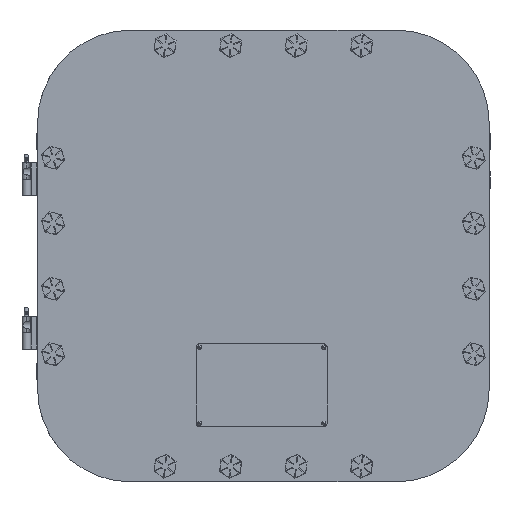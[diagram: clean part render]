
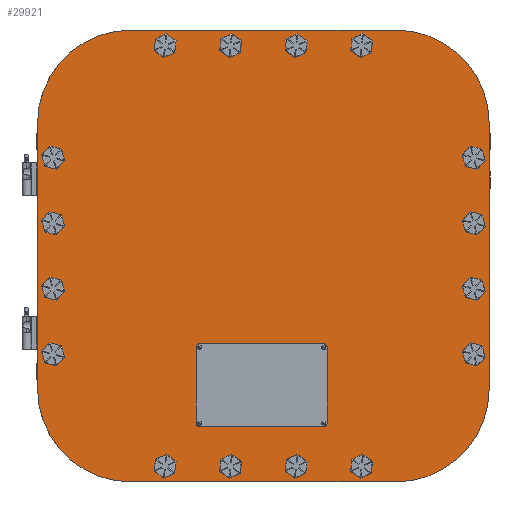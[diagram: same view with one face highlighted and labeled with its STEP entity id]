
A CAD part, top view. The second image highlights one B-rep face of the part: STEP entity #29921.
In plain terms, the highlighted planar face has unit normal (0, 0, 1).
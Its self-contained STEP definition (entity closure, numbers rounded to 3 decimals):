
#2721=FACE_BOUND('',#6610,.T.);
#2722=FACE_BOUND('',#6611,.T.);
#2723=FACE_BOUND('',#6612,.T.);
#2724=FACE_BOUND('',#6613,.T.);
#2725=FACE_BOUND('',#6614,.T.);
#2726=FACE_BOUND('',#6615,.T.);
#2727=FACE_BOUND('',#6616,.T.);
#2728=FACE_BOUND('',#6617,.T.);
#2729=FACE_BOUND('',#6618,.T.);
#2730=FACE_BOUND('',#6619,.T.);
#2731=FACE_BOUND('',#6620,.T.);
#2732=FACE_BOUND('',#6621,.T.);
#2733=FACE_BOUND('',#6622,.T.);
#2734=FACE_BOUND('',#6623,.T.);
#2735=FACE_BOUND('',#6624,.T.);
#2736=FACE_BOUND('',#6625,.T.);
#3062=PLANE('',#32482);
#4806=FACE_OUTER_BOUND('',#6609,.T.);
#6609=EDGE_LOOP('',(#24986,#24987,#24988,#24989,#24990,#24991,#24992,#24993));
#6610=EDGE_LOOP('',(#24994));
#6611=EDGE_LOOP('',(#24995));
#6612=EDGE_LOOP('',(#24996));
#6613=EDGE_LOOP('',(#24997));
#6614=EDGE_LOOP('',(#24998));
#6615=EDGE_LOOP('',(#24999));
#6616=EDGE_LOOP('',(#25000));
#6617=EDGE_LOOP('',(#25001));
#6618=EDGE_LOOP('',(#25002));
#6619=EDGE_LOOP('',(#25003));
#6620=EDGE_LOOP('',(#25004));
#6621=EDGE_LOOP('',(#25005));
#6622=EDGE_LOOP('',(#25006));
#6623=EDGE_LOOP('',(#25007));
#6624=EDGE_LOOP('',(#25008));
#6625=EDGE_LOOP('',(#25009));
#8430=LINE('',#57305,#10746);
#8433=LINE('',#57313,#10749);
#8436=LINE('',#57321,#10752);
#8439=LINE('',#57328,#10755);
#10746=VECTOR('',#37381,0.394);
#10749=VECTOR('',#37390,0.394);
#10752=VECTOR('',#37399,0.394);
#10755=VECTOR('',#37408,0.394);
#12684=CIRCLE('',#32291,0.266);
#12687=CIRCLE('',#32295,0.266);
#12690=CIRCLE('',#32299,0.266);
#12693=CIRCLE('',#32303,0.266);
#12696=CIRCLE('',#32307,0.266);
#12699=CIRCLE('',#32311,0.266);
#12702=CIRCLE('',#32315,0.266);
#12705=CIRCLE('',#32319,0.266);
#12724=CIRCLE('',#32347,0.266);
#12727=CIRCLE('',#32351,0.266);
#12730=CIRCLE('',#32355,0.266);
#12733=CIRCLE('',#32359,0.266);
#12736=CIRCLE('',#32363,0.266);
#12739=CIRCLE('',#32367,0.266);
#12742=CIRCLE('',#32371,0.266);
#12745=CIRCLE('',#32375,0.266);
#12798=CIRCLE('',#32471,3.375);
#12799=CIRCLE('',#32474,3.375);
#12800=CIRCLE('',#32477,3.375);
#12801=CIRCLE('',#32480,3.375);
#14503=VERTEX_POINT('',#56896);
#14506=VERTEX_POINT('',#56904);
#14509=VERTEX_POINT('',#56912);
#14512=VERTEX_POINT('',#56920);
#14515=VERTEX_POINT('',#56928);
#14518=VERTEX_POINT('',#56936);
#14521=VERTEX_POINT('',#56944);
#14524=VERTEX_POINT('',#56952);
#14547=VERTEX_POINT('',#57012);
#14550=VERTEX_POINT('',#57020);
#14553=VERTEX_POINT('',#57028);
#14556=VERTEX_POINT('',#57036);
#14559=VERTEX_POINT('',#57044);
#14562=VERTEX_POINT('',#57052);
#14565=VERTEX_POINT('',#57060);
#14568=VERTEX_POINT('',#57068);
#14641=VERTEX_POINT('',#57298);
#14642=VERTEX_POINT('',#57300);
#14643=VERTEX_POINT('',#57304);
#14644=VERTEX_POINT('',#57308);
#14645=VERTEX_POINT('',#57312);
#14646=VERTEX_POINT('',#57316);
#14647=VERTEX_POINT('',#57320);
#14648=VERTEX_POINT('',#57324);
#18078=EDGE_CURVE('',#14503,#14503,#12684,.T.);
#18082=EDGE_CURVE('',#14506,#14506,#12687,.T.);
#18086=EDGE_CURVE('',#14509,#14509,#12690,.T.);
#18090=EDGE_CURVE('',#14512,#14512,#12693,.T.);
#18094=EDGE_CURVE('',#14515,#14515,#12696,.T.);
#18098=EDGE_CURVE('',#14518,#14518,#12699,.T.);
#18102=EDGE_CURVE('',#14521,#14521,#12702,.T.);
#18106=EDGE_CURVE('',#14524,#14524,#12705,.T.);
#18134=EDGE_CURVE('',#14547,#14547,#12724,.T.);
#18138=EDGE_CURVE('',#14550,#14550,#12727,.T.);
#18142=EDGE_CURVE('',#14553,#14553,#12730,.T.);
#18146=EDGE_CURVE('',#14556,#14556,#12733,.T.);
#18150=EDGE_CURVE('',#14559,#14559,#12736,.T.);
#18154=EDGE_CURVE('',#14562,#14562,#12739,.T.);
#18158=EDGE_CURVE('',#14565,#14565,#12742,.T.);
#18162=EDGE_CURVE('',#14568,#14568,#12745,.T.);
#18276=EDGE_CURVE('',#14642,#14641,#12798,.T.);
#18278=EDGE_CURVE('',#14643,#14642,#8430,.T.);
#18280=EDGE_CURVE('',#14644,#14643,#12799,.T.);
#18282=EDGE_CURVE('',#14645,#14644,#8433,.T.);
#18284=EDGE_CURVE('',#14646,#14645,#12800,.T.);
#18286=EDGE_CURVE('',#14647,#14646,#8436,.T.);
#18288=EDGE_CURVE('',#14648,#14647,#12801,.T.);
#18290=EDGE_CURVE('',#14641,#14648,#8439,.T.);
#24986=ORIENTED_EDGE('',*,*,#18290,.T.);
#24987=ORIENTED_EDGE('',*,*,#18288,.T.);
#24988=ORIENTED_EDGE('',*,*,#18286,.T.);
#24989=ORIENTED_EDGE('',*,*,#18284,.T.);
#24990=ORIENTED_EDGE('',*,*,#18282,.T.);
#24991=ORIENTED_EDGE('',*,*,#18280,.T.);
#24992=ORIENTED_EDGE('',*,*,#18278,.T.);
#24993=ORIENTED_EDGE('',*,*,#18276,.T.);
#24994=ORIENTED_EDGE('',*,*,#18078,.T.);
#24995=ORIENTED_EDGE('',*,*,#18082,.T.);
#24996=ORIENTED_EDGE('',*,*,#18086,.T.);
#24997=ORIENTED_EDGE('',*,*,#18090,.T.);
#24998=ORIENTED_EDGE('',*,*,#18094,.T.);
#24999=ORIENTED_EDGE('',*,*,#18098,.T.);
#25000=ORIENTED_EDGE('',*,*,#18102,.T.);
#25001=ORIENTED_EDGE('',*,*,#18106,.T.);
#25002=ORIENTED_EDGE('',*,*,#18134,.T.);
#25003=ORIENTED_EDGE('',*,*,#18138,.T.);
#25004=ORIENTED_EDGE('',*,*,#18142,.T.);
#25005=ORIENTED_EDGE('',*,*,#18146,.T.);
#25006=ORIENTED_EDGE('',*,*,#18150,.T.);
#25007=ORIENTED_EDGE('',*,*,#18154,.T.);
#25008=ORIENTED_EDGE('',*,*,#18158,.T.);
#25009=ORIENTED_EDGE('',*,*,#18162,.T.);
#29921=ADVANCED_FACE('',(#4806,#2721,#2722,#2723,#2724,#2725,#2726,#2727,
#2728,#2729,#2730,#2731,#2732,#2733,#2734,#2735,#2736),#3062,.T.);
#32291=AXIS2_PLACEMENT_3D('',#56898,#36932,#36933);
#32295=AXIS2_PLACEMENT_3D('',#56906,#36941,#36942);
#32299=AXIS2_PLACEMENT_3D('',#56914,#36950,#36951);
#32303=AXIS2_PLACEMENT_3D('',#56922,#36959,#36960);
#32307=AXIS2_PLACEMENT_3D('',#56930,#36968,#36969);
#32311=AXIS2_PLACEMENT_3D('',#56938,#36977,#36978);
#32315=AXIS2_PLACEMENT_3D('',#56946,#36986,#36987);
#32319=AXIS2_PLACEMENT_3D('',#56954,#36995,#36996);
#32347=AXIS2_PLACEMENT_3D('',#57014,#37060,#37061);
#32351=AXIS2_PLACEMENT_3D('',#57022,#37069,#37070);
#32355=AXIS2_PLACEMENT_3D('',#57030,#37078,#37079);
#32359=AXIS2_PLACEMENT_3D('',#57038,#37087,#37088);
#32363=AXIS2_PLACEMENT_3D('',#57046,#37096,#37097);
#32367=AXIS2_PLACEMENT_3D('',#57054,#37105,#37106);
#32371=AXIS2_PLACEMENT_3D('',#57062,#37114,#37115);
#32375=AXIS2_PLACEMENT_3D('',#57070,#37123,#37124);
#32471=AXIS2_PLACEMENT_3D('',#57301,#37376,#37377);
#32474=AXIS2_PLACEMENT_3D('',#57309,#37385,#37386);
#32477=AXIS2_PLACEMENT_3D('',#57317,#37394,#37395);
#32480=AXIS2_PLACEMENT_3D('',#57325,#37403,#37404);
#32482=AXIS2_PLACEMENT_3D('',#57329,#37409,#37410);
#36932=DIRECTION('center_axis',(0.,0.,-1.));
#36933=DIRECTION('ref_axis',(-1.,0.,0.));
#36941=DIRECTION('center_axis',(0.,0.,-1.));
#36942=DIRECTION('ref_axis',(-1.,0.,0.));
#36950=DIRECTION('center_axis',(0.,0.,-1.));
#36951=DIRECTION('ref_axis',(-1.,0.,0.));
#36959=DIRECTION('center_axis',(0.,0.,-1.));
#36960=DIRECTION('ref_axis',(-1.,0.,0.));
#36968=DIRECTION('center_axis',(0.,0.,-1.));
#36969=DIRECTION('ref_axis',(-1.,0.,0.));
#36977=DIRECTION('center_axis',(0.,0.,-1.));
#36978=DIRECTION('ref_axis',(-1.,0.,0.));
#36986=DIRECTION('center_axis',(0.,0.,-1.));
#36987=DIRECTION('ref_axis',(-1.,0.,0.));
#36995=DIRECTION('center_axis',(0.,0.,-1.));
#36996=DIRECTION('ref_axis',(-1.,0.,0.));
#37060=DIRECTION('center_axis',(0.,0.,-1.));
#37061=DIRECTION('ref_axis',(-1.,0.,0.));
#37069=DIRECTION('center_axis',(0.,0.,-1.));
#37070=DIRECTION('ref_axis',(-1.,0.,0.));
#37078=DIRECTION('center_axis',(0.,0.,-1.));
#37079=DIRECTION('ref_axis',(-1.,0.,0.));
#37087=DIRECTION('center_axis',(0.,0.,-1.));
#37088=DIRECTION('ref_axis',(-1.,0.,0.));
#37096=DIRECTION('center_axis',(0.,0.,-1.));
#37097=DIRECTION('ref_axis',(-1.,0.,0.));
#37105=DIRECTION('center_axis',(0.,0.,-1.));
#37106=DIRECTION('ref_axis',(-1.,0.,0.));
#37114=DIRECTION('center_axis',(0.,0.,-1.));
#37115=DIRECTION('ref_axis',(-1.,0.,0.));
#37123=DIRECTION('center_axis',(0.,0.,-1.));
#37124=DIRECTION('ref_axis',(-1.,0.,0.));
#37376=DIRECTION('center_axis',(0.,0.,1.));
#37377=DIRECTION('ref_axis',(0.,1.,0.));
#37381=DIRECTION('',(-1.,0.,0.));
#37385=DIRECTION('center_axis',(0.,0.,1.));
#37386=DIRECTION('ref_axis',(1.,0.,0.));
#37390=DIRECTION('',(0.,1.,0.));
#37394=DIRECTION('center_axis',(0.,0.,1.));
#37395=DIRECTION('ref_axis',(0.,-1.,0.));
#37399=DIRECTION('',(1.,0.,0.));
#37403=DIRECTION('center_axis',(0.,0.,1.));
#37404=DIRECTION('ref_axis',(-1.,0.,0.));
#37408=DIRECTION('',(0.,-1.,0.));
#37409=DIRECTION('center_axis',(0.,0.,1.));
#37410=DIRECTION('ref_axis',(1.,0.,0.));
#56896=CARTESIAN_POINT('',(-0.922,7.625,0.625));
#56898=CARTESIAN_POINT('Origin',(-1.188,7.625,0.625));
#56904=CARTESIAN_POINT('',(7.891,-1.188,0.625));
#56906=CARTESIAN_POINT('Origin',(7.625,-1.188,0.625));
#56912=CARTESIAN_POINT('',(1.453,7.625,0.625));
#56914=CARTESIAN_POINT('Origin',(1.188,7.625,0.625));
#56920=CARTESIAN_POINT('',(7.891,1.188,0.625));
#56922=CARTESIAN_POINT('Origin',(7.625,1.188,0.625));
#56928=CARTESIAN_POINT('',(-7.359,1.188,0.625));
#56930=CARTESIAN_POINT('Origin',(-7.625,1.188,0.625));
#56936=CARTESIAN_POINT('',(1.453,-7.625,0.625));
#56938=CARTESIAN_POINT('Origin',(1.188,-7.625,0.625));
#56944=CARTESIAN_POINT('',(-7.359,-1.188,0.625));
#56946=CARTESIAN_POINT('Origin',(-7.625,-1.188,0.625));
#56952=CARTESIAN_POINT('',(-0.922,-7.625,0.625));
#56954=CARTESIAN_POINT('Origin',(-1.188,-7.625,0.625));
#57012=CARTESIAN_POINT('',(-3.297,-7.625,0.625));
#57014=CARTESIAN_POINT('Origin',(-3.563,-7.625,0.625));
#57020=CARTESIAN_POINT('',(3.828,-7.625,0.625));
#57022=CARTESIAN_POINT('Origin',(3.563,-7.625,0.625));
#57028=CARTESIAN_POINT('',(-7.359,3.563,0.625));
#57030=CARTESIAN_POINT('Origin',(-7.625,3.563,0.625));
#57036=CARTESIAN_POINT('',(7.891,3.563,0.625));
#57038=CARTESIAN_POINT('Origin',(7.625,3.563,0.625));
#57044=CARTESIAN_POINT('',(3.828,7.625,0.625));
#57046=CARTESIAN_POINT('Origin',(3.563,7.625,0.625));
#57052=CARTESIAN_POINT('',(-3.297,7.625,0.625));
#57054=CARTESIAN_POINT('Origin',(-3.563,7.625,0.625));
#57060=CARTESIAN_POINT('',(7.891,-3.563,0.625));
#57062=CARTESIAN_POINT('Origin',(7.625,-3.563,0.625));
#57068=CARTESIAN_POINT('',(-7.359,-3.563,0.625));
#57070=CARTESIAN_POINT('Origin',(-7.625,-3.563,0.625));
#57298=CARTESIAN_POINT('',(-8.188,4.813,0.625));
#57300=CARTESIAN_POINT('',(-4.813,8.188,0.625));
#57301=CARTESIAN_POINT('Origin',(-4.813,4.813,0.625));
#57304=CARTESIAN_POINT('',(4.813,8.188,0.625));
#57305=CARTESIAN_POINT('',(4.813,8.188,0.625));
#57308=CARTESIAN_POINT('',(8.188,4.813,0.625));
#57309=CARTESIAN_POINT('Origin',(4.813,4.813,0.625));
#57312=CARTESIAN_POINT('',(8.188,-4.813,0.625));
#57313=CARTESIAN_POINT('',(8.188,-4.813,0.625));
#57316=CARTESIAN_POINT('',(4.813,-8.188,0.625));
#57317=CARTESIAN_POINT('Origin',(4.813,-4.813,0.625));
#57320=CARTESIAN_POINT('',(-4.813,-8.188,0.625));
#57321=CARTESIAN_POINT('',(-4.813,-8.188,0.625));
#57324=CARTESIAN_POINT('',(-8.188,-4.813,0.625));
#57325=CARTESIAN_POINT('Origin',(-4.813,-4.813,0.625));
#57328=CARTESIAN_POINT('',(-8.188,4.813,0.625));
#57329=CARTESIAN_POINT('Origin',(0.,0.,
0.625));
